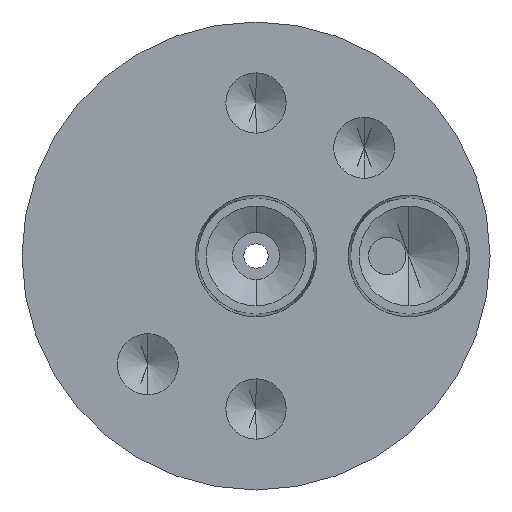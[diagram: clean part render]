
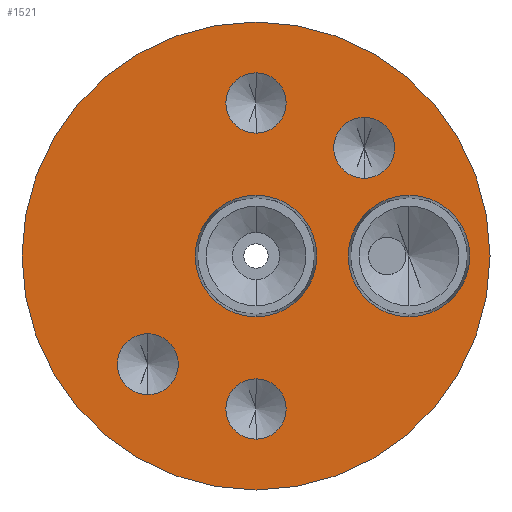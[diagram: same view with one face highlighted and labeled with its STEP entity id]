
A CAD part, front view. The second image highlights one B-rep face of the part: STEP entity #1521.
In plain terms, the highlighted planar face has unit normal (0, -1, 0).
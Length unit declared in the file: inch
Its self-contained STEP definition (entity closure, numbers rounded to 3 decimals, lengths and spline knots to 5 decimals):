
#23 = DIRECTION ( 'NONE',  ( 0., -1., 0. ) ) ;
#55 = CIRCLE ( 'NONE', #532, 0.1005 ) ;
#60 = EDGE_CURVE ( 'NONE', #439, #3123, #55, .T. ) ;
#77 = DIRECTION ( 'NONE',  ( 0., -1., 0. ) ) ;
#136 = CARTESIAN_POINT ( 'NONE',  ( 0.51, -0.625, 0. ) ) ;
#146 = EDGE_LOOP ( 'NONE', ( #3215, #1304 ) ) ;
#163 = CARTESIAN_POINT ( 'NONE',  ( 0.36062, -0.625, 0.36062 ) ) ;
#225 = AXIS2_PLACEMENT_3D ( 'NONE', #2687, #3049, #3574 ) ;
#233 = CARTESIAN_POINT ( 'NONE',  ( 0., -0.625, -0.6105 ) ) ;
#272 = CARTESIAN_POINT ( 'NONE',  ( 0., -0.625, 0. ) ) ;
#295 = EDGE_CURVE ( 'NONE', #2171, #2579, #1584, .T. ) ;
#371 = FACE_OUTER_BOUND ( 'NONE', #773, .T. ) ;
#372 = ORIENTED_EDGE ( 'NONE', *, *, #2411, .F. ) ;
#401 = DIRECTION ( 'NONE',  ( 0., -1., 0. ) ) ;
#439 = VERTEX_POINT ( 'NONE', #3195 ) ;
#448 = EDGE_LOOP ( 'NONE', ( #2240, #778 ) ) ;
#482 = ORIENTED_EDGE ( 'NONE', *, *, #1376, .F. ) ;
#483 = DIRECTION ( 'NONE',  ( 0., 0., -1. ) ) ;
#532 = AXIS2_PLACEMENT_3D ( 'NONE', #2806, #1282, #483 ) ;
#547 = CARTESIAN_POINT ( 'NONE',  ( 0., -0.625, -0.78 ) ) ;
#549 = CIRCLE ( 'NONE', #1967, 0.10156 ) ;
#645 = CIRCLE ( 'NONE', #1643, 0.20251 ) ;
#691 = AXIS2_PLACEMENT_3D ( 'NONE', #136, #1324, #3093 ) ;
#695 = DIRECTION ( 'NONE',  ( 0., 1., 0. ) ) ;
#696 = DIRECTION ( 'NONE',  ( 0., -1., 0. ) ) ;
#713 = FACE_BOUND ( 'NONE', #731, .T. ) ;
#731 = EDGE_LOOP ( 'NONE', ( #2867, #1822 ) ) ;
#744 = CIRCLE ( 'NONE', #985, 0.1005 ) ;
#773 = EDGE_LOOP ( 'NONE', ( #2741, #1425 ) ) ;
#778 = ORIENTED_EDGE ( 'NONE', *, *, #60, .F. ) ;
#797 = VERTEX_POINT ( 'NONE', #547 ) ;
#889 = VERTEX_POINT ( 'NONE', #3694 ) ;
#904 = CARTESIAN_POINT ( 'NONE',  ( -0.36062, -0.625, -0.36062 ) ) ;
#925 = VERTEX_POINT ( 'NONE', #2227 ) ;
#959 = FACE_BOUND ( 'NONE', #448, .T. ) ;
#985 = AXIS2_PLACEMENT_3D ( 'NONE', #2374, #3544, #1151 ) ;
#1116 = AXIS2_PLACEMENT_3D ( 'NONE', #2194, #3330, #1645 ) ;
#1118 = VERTEX_POINT ( 'NONE', #1156 ) ;
#1151 = DIRECTION ( 'NONE',  ( 0., 0., -1. ) ) ;
#1156 = CARTESIAN_POINT ( 'NONE',  ( 0.51, -0.625, -0.20251 ) ) ;
#1186 = DIRECTION ( 'NONE',  ( 0., 0., -1. ) ) ;
#1209 = DIRECTION ( 'NONE',  ( 0., 0., -1. ) ) ;
#1272 = CARTESIAN_POINT ( 'NONE',  ( 0.36062, -0.625, 0.36062 ) ) ;
#1282 = DIRECTION ( 'NONE',  ( 0., -1., 0. ) ) ;
#1304 = ORIENTED_EDGE ( 'NONE', *, *, #2084, .F. ) ;
#1317 = CIRCLE ( 'NONE', #1680, 0.10156 ) ;
#1321 = CARTESIAN_POINT ( 'NONE',  ( -0.36062, -0.625, -0.25906 ) ) ;
#1324 = DIRECTION ( 'NONE',  ( 0., -1., 0. ) ) ;
#1334 = CARTESIAN_POINT ( 'NONE',  ( 0., -0.625, 0.4095 ) ) ;
#1343 = CARTESIAN_POINT ( 'NONE',  ( 0.36062, -0.625, 0.46219 ) ) ;
#1376 = EDGE_CURVE ( 'NONE', #925, #3416, #744, .T. ) ;
#1425 = ORIENTED_EDGE ( 'NONE', *, *, #1922, .F. ) ;
#1433 = CARTESIAN_POINT ( 'NONE',  ( 0., -0.625, 0. ) ) ;
#1457 = ORIENTED_EDGE ( 'NONE', *, *, #2581, .F. ) ;
#1476 = DIRECTION ( 'NONE',  ( 0., -1., 0. ) ) ;
#1489 = ORIENTED_EDGE ( 'NONE', *, *, #3291, .F. ) ;
#1492 = EDGE_LOOP ( 'NONE', ( #2574, #1489 ) ) ;
#1521 = ADVANCED_FACE ( 'NONE', ( #2792, #713, #2170, #959, #2130, #3372, #371 ), #3080, .T. ) ;
#1569 = AXIS2_PLACEMENT_3D ( 'NONE', #1873, #695, #3692 ) ;
#1582 = CARTESIAN_POINT ( 'NONE',  ( -0.78, -0.625, 0. ) ) ;
#1584 = CIRCLE ( 'NONE', #3715, 0.2025 ) ;
#1643 = AXIS2_PLACEMENT_3D ( 'NONE', #2961, #3542, #3581 ) ;
#1645 = DIRECTION ( 'NONE',  ( 0., 0., -1. ) ) ;
#1680 = AXIS2_PLACEMENT_3D ( 'NONE', #1272, #77, #2370 ) ;
#1732 = EDGE_CURVE ( 'NONE', #3632, #2975, #2643, .T. ) ;
#1771 = CARTESIAN_POINT ( 'NONE',  ( 0., -0.625, -0.51 ) ) ;
#1775 = AXIS2_PLACEMENT_3D ( 'NONE', #2046, #23, #1186 ) ;
#1822 = ORIENTED_EDGE ( 'NONE', *, *, #2685, .F. ) ;
#1843 = CIRCLE ( 'NONE', #3637, 0.78 ) ;
#1849 = EDGE_CURVE ( 'NONE', #3594, #2139, #549, .T. ) ;
#1865 = CARTESIAN_POINT ( 'NONE',  ( 0.36062, -0.625, 0.25906 ) ) ;
#1873 = CARTESIAN_POINT ( 'NONE',  ( 0., -0.625, 0. ) ) ;
#1876 = DIRECTION ( 'NONE',  ( 0., 0., -1. ) ) ;
#1922 = EDGE_CURVE ( 'NONE', #797, #3606, #1843, .T. ) ;
#1950 = CIRCLE ( 'NONE', #225, 0.2025 ) ;
#1967 = AXIS2_PLACEMENT_3D ( 'NONE', #163, #3690, #2500 ) ;
#2010 = ORIENTED_EDGE ( 'NONE', *, *, #295, .F. ) ;
#2013 = DIRECTION ( 'NONE',  ( 0., 0., -1. ) ) ;
#2046 = CARTESIAN_POINT ( 'NONE',  ( -0.36062, -0.625, -0.36062 ) ) ;
#2084 = EDGE_CURVE ( 'NONE', #889, #1118, #3040, .T. ) ;
#2130 = FACE_BOUND ( 'NONE', #3396, .T. ) ;
#2139 = VERTEX_POINT ( 'NONE', #1343 ) ;
#2170 = FACE_BOUND ( 'NONE', #146, .T. ) ;
#2171 = VERTEX_POINT ( 'NONE', #2320 ) ;
#2194 = CARTESIAN_POINT ( 'NONE',  ( 0., -0.625, 0.51 ) ) ;
#2227 = CARTESIAN_POINT ( 'NONE',  ( 0., -0.625, -0.4095 ) ) ;
#2240 = ORIENTED_EDGE ( 'NONE', *, *, #2967, .F. ) ;
#2277 = CIRCLE ( 'NONE', #1116, 0.1005 ) ;
#2282 = CARTESIAN_POINT ( 'NONE',  ( -0.36062, -0.625, -0.46219 ) ) ;
#2320 = CARTESIAN_POINT ( 'NONE',  ( 0., -0.625, 0.2025 ) ) ;
#2364 = CARTESIAN_POINT ( 'NONE',  ( 0., -0.625, -0.2025 ) ) ;
#2370 = DIRECTION ( 'NONE',  ( 0., 0., -1. ) ) ;
#2374 = CARTESIAN_POINT ( 'NONE',  ( 0., -0.625, -0.51 ) ) ;
#2403 = CIRCLE ( 'NONE', #1569, 0.78 ) ;
#2411 = EDGE_CURVE ( 'NONE', #3416, #925, #2615, .T. ) ;
#2434 = EDGE_CURVE ( 'NONE', #1118, #889, #645, .T. ) ;
#2440 = DIRECTION ( 'NONE',  ( 0., 0., -1. ) ) ;
#2500 = DIRECTION ( 'NONE',  ( 0., 0., -1. ) ) ;
#2574 = ORIENTED_EDGE ( 'NONE', *, *, #1849, .F. ) ;
#2579 = VERTEX_POINT ( 'NONE', #2364 ) ;
#2581 = EDGE_CURVE ( 'NONE', #2579, #2171, #1950, .T. ) ;
#2589 = DIRECTION ( 'NONE',  ( 0., -1., 0. ) ) ;
#2612 = AXIS2_PLACEMENT_3D ( 'NONE', #904, #401, #2440 ) ;
#2615 = CIRCLE ( 'NONE', #3472, 0.1005 ) ;
#2639 = DIRECTION ( 'NONE',  ( 0., 0., 1. ) ) ;
#2643 = CIRCLE ( 'NONE', #1775, 0.10156 ) ;
#2685 = EDGE_CURVE ( 'NONE', #2975, #3632, #2873, .T. ) ;
#2687 = CARTESIAN_POINT ( 'NONE',  ( 0., -0.625, 0. ) ) ;
#2741 = ORIENTED_EDGE ( 'NONE', *, *, #3363, .F. ) ;
#2792 = FACE_BOUND ( 'NONE', #1492, .T. ) ;
#2804 = EDGE_LOOP ( 'NONE', ( #1457, #2010 ) ) ;
#2806 = CARTESIAN_POINT ( 'NONE',  ( 0., -0.625, 0.51 ) ) ;
#2867 = ORIENTED_EDGE ( 'NONE', *, *, #1732, .F. ) ;
#2873 = CIRCLE ( 'NONE', #2612, 0.10156 ) ;
#2961 = CARTESIAN_POINT ( 'NONE',  ( 0.51, -0.625, 0. ) ) ;
#2967 = EDGE_CURVE ( 'NONE', #3123, #439, #2277, .T. ) ;
#2970 = AXIS2_PLACEMENT_3D ( 'NONE', #1582, #696, #1876 ) ;
#2975 = VERTEX_POINT ( 'NONE', #1321 ) ;
#3040 = CIRCLE ( 'NONE', #691, 0.20251 ) ;
#3049 = DIRECTION ( 'NONE',  ( 0., -1., 0. ) ) ;
#3080 = PLANE ( 'NONE',  #2970 ) ;
#3093 = DIRECTION ( 'NONE',  ( 0., 0., -1. ) ) ;
#3123 = VERTEX_POINT ( 'NONE', #1334 ) ;
#3195 = CARTESIAN_POINT ( 'NONE',  ( 0., -0.625, 0.6105 ) ) ;
#3215 = ORIENTED_EDGE ( 'NONE', *, *, #2434, .F. ) ;
#3291 = EDGE_CURVE ( 'NONE', #2139, #3594, #1317, .T. ) ;
#3330 = DIRECTION ( 'NONE',  ( 0., -1., 0. ) ) ;
#3349 = CARTESIAN_POINT ( 'NONE',  ( 0., -0.625, 0.78 ) ) ;
#3363 = EDGE_CURVE ( 'NONE', #3606, #797, #2403, .T. ) ;
#3372 = FACE_BOUND ( 'NONE', #2804, .T. ) ;
#3396 = EDGE_LOOP ( 'NONE', ( #372, #482 ) ) ;
#3416 = VERTEX_POINT ( 'NONE', #233 ) ;
#3472 = AXIS2_PLACEMENT_3D ( 'NONE', #1771, #1476, #1209 ) ;
#3497 = DIRECTION ( 'NONE',  ( 0., 1., 0. ) ) ;
#3542 = DIRECTION ( 'NONE',  ( 0., -1., 0. ) ) ;
#3544 = DIRECTION ( 'NONE',  ( 0., -1., 0. ) ) ;
#3574 = DIRECTION ( 'NONE',  ( 0., 0., -1. ) ) ;
#3581 = DIRECTION ( 'NONE',  ( 0., 0., -1. ) ) ;
#3594 = VERTEX_POINT ( 'NONE', #1865 ) ;
#3606 = VERTEX_POINT ( 'NONE', #3349 ) ;
#3632 = VERTEX_POINT ( 'NONE', #2282 ) ;
#3637 = AXIS2_PLACEMENT_3D ( 'NONE', #272, #3497, #2639 ) ;
#3690 = DIRECTION ( 'NONE',  ( 0., -1., 0. ) ) ;
#3692 = DIRECTION ( 'NONE',  ( 0., 0., 1. ) ) ;
#3694 = CARTESIAN_POINT ( 'NONE',  ( 0.51, -0.625, 0.20251 ) ) ;
#3715 = AXIS2_PLACEMENT_3D ( 'NONE', #1433, #2589, #2013 ) ;
